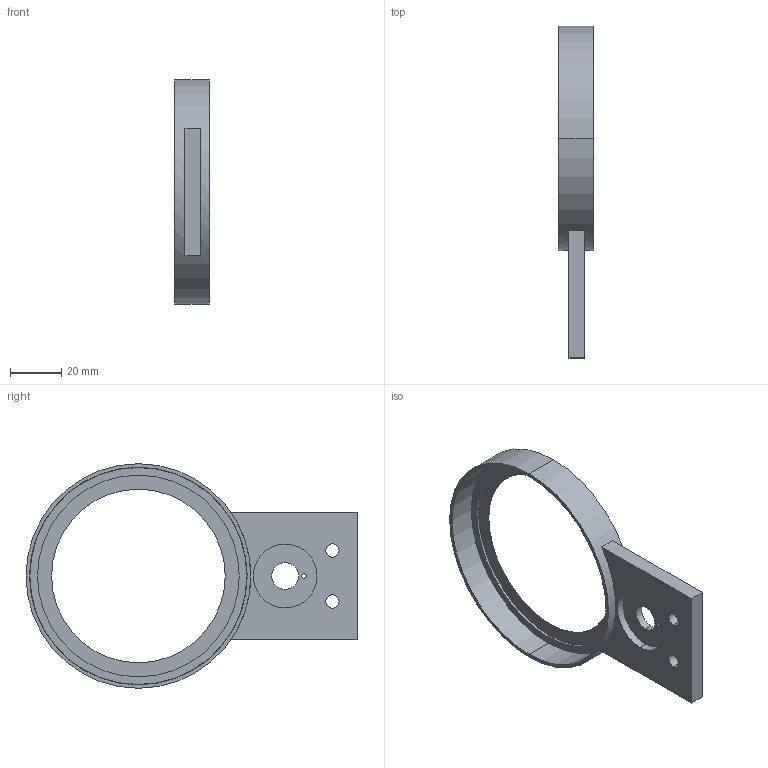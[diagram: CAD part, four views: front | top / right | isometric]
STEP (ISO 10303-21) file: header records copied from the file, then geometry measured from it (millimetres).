
FILE_DESCRIPTION (( 'STEP AP214' ), '1' );
FILE_NAME ('upperSupportMotor.STEP', '2022-09-11T02:51:03', ( '' ), ( '' ), 'SwSTEP 2.0', 'SolidWorks 2020', '' );
FILE_SCHEMA (( 'AUTOMOTIVE_DESIGN' ));
Length unit declared in the file: millimetre
Products named in the file (1): upperSupportMotor
Bounding box: 13.5 x 130 x 88 mm (x, y, z)
Volume: 20637.5 mm3; surface area: 17692.7 mm2
Topology: 1 solids, 1 shells, 33 faces, 76 edges, 50 vertices
Faces by surface type: cylinder 20, plane 11, cone 2
Entity records: 1012 total; most frequent: DIRECTION 188, CARTESIAN_POINT 160, ORIENTED_EDGE 152, AXIS2_PLACEMENT_3D 78, EDGE_CURVE 76, VERTEX_POINT 50, EDGE_LOOP 48, CIRCLE 44
